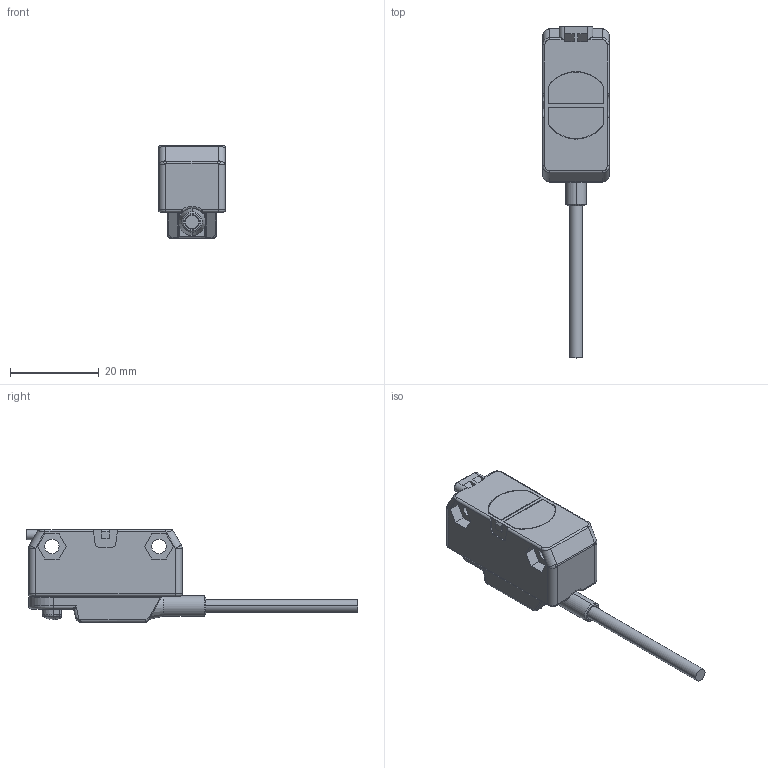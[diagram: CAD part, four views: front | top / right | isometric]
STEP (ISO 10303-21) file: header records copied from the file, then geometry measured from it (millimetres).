
FILE_DESCRIPTION((''),'2;1');
FILE_NAME('139437_SW','2008-05-05T',('banengservice'),('BANNER ENGINEERING'),'PRO/ENGINEER BY PARAMETRIC TECHNOLOGY CORPORATION, 2006170','PRO/ENGINEER BY PARAMETRIC TECHNOLOGY CORPORATION, 2006170','');
FILE_SCHEMA(('CONFIG_CONTROL_DESIGN'));
Length unit declared in the file: inch
Products named in the file (1): 139437_SW
Bounding box: 15 x 74.71 x 20.9 mm (x, y, z)
Volume: 5280.5 mm3; surface area: 7529 mm2
Topology: 2 solids, 2 shells, 765 faces, 1883 edges, 1153 vertices
Faces by surface type: plane 377, cylinder 232, bspline 68, torus 52, cone 19, sphere 13, revolution 4
Entity records: 25403 total; most frequent: CARTESIAN_POINT 7616, ORIENTED_EDGE 3752, DIRECTION 3605, EDGE_CURVE 1876, AXIS2_PLACEMENT_3D 1230, VERTEX_POINT 1153, VECTOR 1141, LINE 1141
